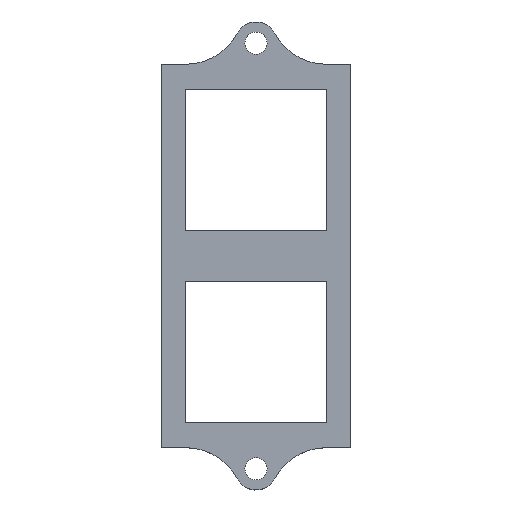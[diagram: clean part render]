
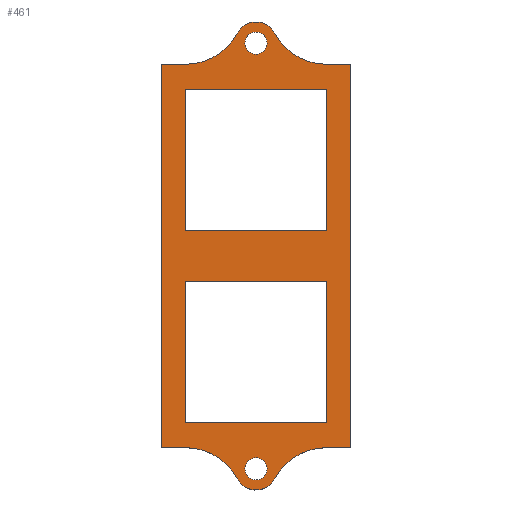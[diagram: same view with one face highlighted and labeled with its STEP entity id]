
A CAD part, top view. The second image highlights one B-rep face of the part: STEP entity #461.
In plain terms, the highlighted planar face has unit normal (0, 0, 1).
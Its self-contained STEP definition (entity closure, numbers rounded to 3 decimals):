
#23=FACE_BOUND('',#56,.T.);
#24=FACE_BOUND('',#57,.T.);
#25=FACE_BOUND('',#58,.T.);
#26=FACE_BOUND('',#59,.T.);
#31=FACE_OUTER_BOUND('',#55,.T.);
#55=EDGE_LOOP('',(#313,#314,#315,#316,#317,#318,#319,#320,#321,#322,#323,
#324));
#56=EDGE_LOOP('',(#325));
#57=EDGE_LOOP('',(#326));
#58=EDGE_LOOP('',(#327,#328,#329,#330));
#59=EDGE_LOOP('',(#331,#332,#333,#334));
#87=CIRCLE('',#500,5.833);
#88=CIRCLE('',#501,2.1);
#89=CIRCLE('',#502,5.833);
#90=CIRCLE('',#503,5.833);
#91=CIRCLE('',#504,2.1);
#92=CIRCLE('',#505,5.833);
#93=CIRCLE('',#506,1.1);
#94=CIRCLE('',#507,1.1);
#103=LINE('',#675,#153);
#104=LINE('',#677,#154);
#105=LINE('',#685,#155);
#106=LINE('',#687,#156);
#107=LINE('',#689,#157);
#108=LINE('',#696,#158);
#109=LINE('',#703,#159);
#110=LINE('',#705,#160);
#111=LINE('',#707,#161);
#112=LINE('',#708,#162);
#113=LINE('',#711,#163);
#114=LINE('',#713,#164);
#115=LINE('',#715,#165);
#116=LINE('',#716,#166);
#153=VECTOR('',#543,10.);
#154=VECTOR('',#544,10.);
#155=VECTOR('',#551,10.);
#156=VECTOR('',#552,10.);
#157=VECTOR('',#553,10.);
#158=VECTOR('',#560,10.);
#159=VECTOR('',#565,10.);
#160=VECTOR('',#566,10.);
#161=VECTOR('',#567,10.);
#162=VECTOR('',#568,10.);
#163=VECTOR('',#569,10.);
#164=VECTOR('',#570,10.);
#165=VECTOR('',#571,10.);
#166=VECTOR('',#572,10.);
#203=VERTEX_POINT('',#673);
#204=VERTEX_POINT('',#674);
#205=VERTEX_POINT('',#676);
#206=VERTEX_POINT('',#678);
#207=VERTEX_POINT('',#680);
#208=VERTEX_POINT('',#682);
#209=VERTEX_POINT('',#684);
#210=VERTEX_POINT('',#686);
#211=VERTEX_POINT('',#688);
#212=VERTEX_POINT('',#690);
#213=VERTEX_POINT('',#692);
#214=VERTEX_POINT('',#694);
#215=VERTEX_POINT('',#697);
#216=VERTEX_POINT('',#699);
#217=VERTEX_POINT('',#701);
#218=VERTEX_POINT('',#702);
#219=VERTEX_POINT('',#704);
#220=VERTEX_POINT('',#706);
#221=VERTEX_POINT('',#709);
#222=VERTEX_POINT('',#710);
#223=VERTEX_POINT('',#712);
#224=VERTEX_POINT('',#714);
#247=EDGE_CURVE('',#203,#204,#103,.T.);
#248=EDGE_CURVE('',#204,#205,#104,.T.);
#249=EDGE_CURVE('',#205,#206,#87,.T.);
#250=EDGE_CURVE('',#206,#207,#88,.T.);
#251=EDGE_CURVE('',#207,#208,#89,.T.);
#252=EDGE_CURVE('',#208,#209,#105,.T.);
#253=EDGE_CURVE('',#209,#210,#106,.T.);
#254=EDGE_CURVE('',#210,#211,#107,.T.);
#255=EDGE_CURVE('',#211,#212,#90,.T.);
#256=EDGE_CURVE('',#212,#213,#91,.T.);
#257=EDGE_CURVE('',#213,#214,#92,.T.);
#258=EDGE_CURVE('',#214,#203,#108,.T.);
#259=EDGE_CURVE('',#215,#215,#93,.T.);
#260=EDGE_CURVE('',#216,#216,#94,.T.);
#261=EDGE_CURVE('',#217,#218,#109,.T.);
#262=EDGE_CURVE('',#218,#219,#110,.T.);
#263=EDGE_CURVE('',#219,#220,#111,.T.);
#264=EDGE_CURVE('',#220,#217,#112,.T.);
#265=EDGE_CURVE('',#221,#222,#113,.T.);
#266=EDGE_CURVE('',#222,#223,#114,.T.);
#267=EDGE_CURVE('',#223,#224,#115,.T.);
#268=EDGE_CURVE('',#224,#221,#116,.T.);
#313=ORIENTED_EDGE('',*,*,#247,.T.);
#314=ORIENTED_EDGE('',*,*,#248,.T.);
#315=ORIENTED_EDGE('',*,*,#249,.T.);
#316=ORIENTED_EDGE('',*,*,#250,.T.);
#317=ORIENTED_EDGE('',*,*,#251,.T.);
#318=ORIENTED_EDGE('',*,*,#252,.T.);
#319=ORIENTED_EDGE('',*,*,#253,.T.);
#320=ORIENTED_EDGE('',*,*,#254,.T.);
#321=ORIENTED_EDGE('',*,*,#255,.T.);
#322=ORIENTED_EDGE('',*,*,#256,.T.);
#323=ORIENTED_EDGE('',*,*,#257,.T.);
#324=ORIENTED_EDGE('',*,*,#258,.T.);
#325=ORIENTED_EDGE('',*,*,#259,.T.);
#326=ORIENTED_EDGE('',*,*,#260,.T.);
#327=ORIENTED_EDGE('',*,*,#261,.T.);
#328=ORIENTED_EDGE('',*,*,#262,.T.);
#329=ORIENTED_EDGE('',*,*,#263,.T.);
#330=ORIENTED_EDGE('',*,*,#264,.T.);
#331=ORIENTED_EDGE('',*,*,#265,.T.);
#332=ORIENTED_EDGE('',*,*,#266,.T.);
#333=ORIENTED_EDGE('',*,*,#267,.T.);
#334=ORIENTED_EDGE('',*,*,#268,.T.);
#445=PLANE('',#499);
#461=ADVANCED_FACE('',(#31,#23,#24,#25,#26),#445,.F.);
#499=AXIS2_PLACEMENT_3D('',#672,#541,#542);
#500=AXIS2_PLACEMENT_3D('',#679,#545,#546);
#501=AXIS2_PLACEMENT_3D('',#681,#547,#548);
#502=AXIS2_PLACEMENT_3D('',#683,#549,#550);
#503=AXIS2_PLACEMENT_3D('',#691,#554,#555);
#504=AXIS2_PLACEMENT_3D('',#693,#556,#557);
#505=AXIS2_PLACEMENT_3D('',#695,#558,#559);
#506=AXIS2_PLACEMENT_3D('',#698,#561,#562);
#507=AXIS2_PLACEMENT_3D('',#700,#563,#564);
#541=DIRECTION('center_axis',(0.,0.,
-1.));
#542=DIRECTION('ref_axis',(1.,0.,0.));
#543=DIRECTION('',(0.,-1.,0.));
#544=DIRECTION('',(1.,0.,0.));
#545=DIRECTION('center_axis',(0.,0.,
-1.));
#546=DIRECTION('ref_axis',(0.882,0.471,0.));
#547=DIRECTION('center_axis',(0.,0.,
1.));
#548=DIRECTION('ref_axis',(1.,0.,0.));
#549=DIRECTION('center_axis',(0.,0.,
-1.));
#550=DIRECTION('ref_axis',(0.,1.,0.));
#551=DIRECTION('',(1.,0.,0.));
#552=DIRECTION('',(0.,1.,0.));
#553=DIRECTION('',(-1.,0.,0.));
#554=DIRECTION('center_axis',(0.,0.,
-1.));
#555=DIRECTION('ref_axis',(-0.882,-0.471,0.));
#556=DIRECTION('center_axis',(0.,0.,
1.));
#557=DIRECTION('ref_axis',(1.,0.,0.));
#558=DIRECTION('center_axis',(0.,0.,
-1.));
#559=DIRECTION('ref_axis',(0.,-1.,0.));
#560=DIRECTION('',(-1.,0.,0.));
#561=DIRECTION('center_axis',(0.,0.,
-1.));
#562=DIRECTION('ref_axis',(1.,0.,0.));
#563=DIRECTION('center_axis',(0.,0.,
-1.));
#564=DIRECTION('ref_axis',(1.,0.,0.));
#565=DIRECTION('',(1.,0.,0.));
#566=DIRECTION('',(0.,-1.,0.));
#567=DIRECTION('',(-1.,0.,0.));
#568=DIRECTION('',(0.,1.,0.));
#569=DIRECTION('',(1.,0.,0.));
#570=DIRECTION('',(0.,-1.,0.));
#571=DIRECTION('',(-1.,0.,0.));
#572=DIRECTION('',(0.,1.,0.));
#672=CARTESIAN_POINT('Origin',(38.9,35.1,5.));
#673=CARTESIAN_POINT('',(29.5,44.6,5.));
#674=CARTESIAN_POINT('',(29.5,6.6,5.));
#675=CARTESIAN_POINT('',(29.5,30.35,5.));
#676=CARTESIAN_POINT('',(31.9,6.6,5.));
#677=CARTESIAN_POINT('',(43.65,6.6,5.));
#678=CARTESIAN_POINT('',(37.047,3.512,5.));
#679=CARTESIAN_POINT('Origin',(31.9,0.767,5.));
#680=CARTESIAN_POINT('',(40.753,3.512,5.));
#681=CARTESIAN_POINT('Origin',(38.9,4.5,5.));
#682=CARTESIAN_POINT('',(45.9,6.6,5.));
#683=CARTESIAN_POINT('Origin',(45.9,0.767,5.));
#684=CARTESIAN_POINT('',(48.3,6.6,5.));
#685=CARTESIAN_POINT('',(43.65,6.6,5.));
#686=CARTESIAN_POINT('',(48.3,44.6,5.));
#687=CARTESIAN_POINT('',(48.3,39.85,5.));
#688=CARTESIAN_POINT('',(45.9,44.6,5.));
#689=CARTESIAN_POINT('',(34.15,44.6,5.));
#690=CARTESIAN_POINT('',(40.753,47.688,5.));
#691=CARTESIAN_POINT('Origin',(45.9,50.433,5.));
#692=CARTESIAN_POINT('',(37.047,47.688,5.));
#693=CARTESIAN_POINT('Origin',(38.9,46.7,5.));
#694=CARTESIAN_POINT('',(31.9,44.6,5.));
#695=CARTESIAN_POINT('Origin',(31.9,50.433,5.));
#696=CARTESIAN_POINT('',(34.15,44.6,5.));
#697=CARTESIAN_POINT('',(37.8,4.5,5.));
#698=CARTESIAN_POINT('Origin',(38.9,4.5,5.));
#699=CARTESIAN_POINT('',(37.8,46.7,5.));
#700=CARTESIAN_POINT('Origin',(38.9,46.7,5.));
#701=CARTESIAN_POINT('',(31.9,23.1,5.));
#702=CARTESIAN_POINT('',(45.9,23.1,5.));
#703=CARTESIAN_POINT('',(37.85,23.1,5.));
#704=CARTESIAN_POINT('',(45.9,9.1,5.));
#705=CARTESIAN_POINT('',(45.9,22.1,5.));
#706=CARTESIAN_POINT('',(31.9,9.1,5.));
#707=CARTESIAN_POINT('',(35.4,9.1,5.));
#708=CARTESIAN_POINT('',(31.9,29.1,5.));
#709=CARTESIAN_POINT('',(31.9,42.1,5.));
#710=CARTESIAN_POINT('',(45.9,42.1,5.));
#711=CARTESIAN_POINT('',(37.85,42.1,5.));
#712=CARTESIAN_POINT('',(45.9,28.1,5.));
#713=CARTESIAN_POINT('',(45.9,31.6,5.));
#714=CARTESIAN_POINT('',(31.9,28.1,5.));
#715=CARTESIAN_POINT('',(35.4,28.1,5.));
#716=CARTESIAN_POINT('',(31.9,38.6,5.));
